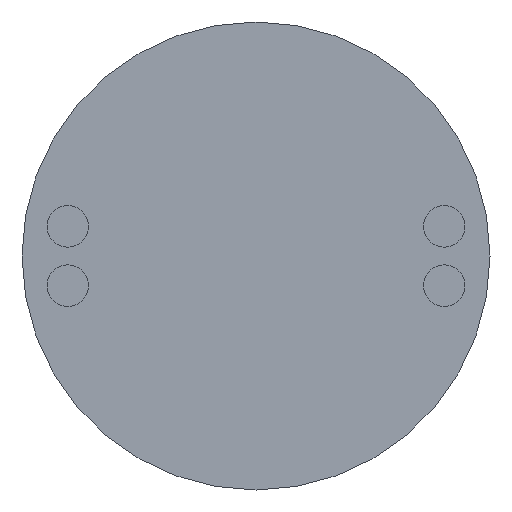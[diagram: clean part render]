
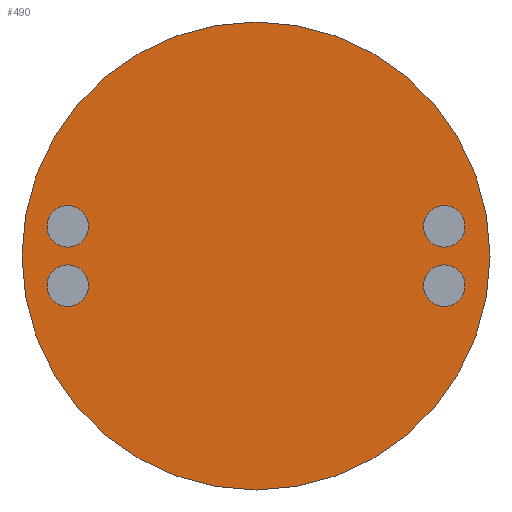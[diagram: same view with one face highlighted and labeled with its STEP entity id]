
A CAD part, front view. The second image highlights one B-rep face of the part: STEP entity #490.
In plain terms, the highlighted planar face has unit normal (0, -1, 0).
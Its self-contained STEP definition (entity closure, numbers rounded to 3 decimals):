
#1=CARTESIAN_POINT('',(3.177,-16.35,0.5));
#2=DIRECTION('',(0.,-1.,0.));
#3=DIRECTION('',(0.,0.,-1.));
#4=AXIS2_PLACEMENT_3D('',#1,#2,#3);
#6=CARTESIAN_POINT('',(3.177,-16.35,0.5));
#7=DIRECTION('',(0.,-1.,0.));
#8=DIRECTION('',(0.,0.,1.));
#9=AXIS2_PLACEMENT_3D('',#6,#7,#8);
#11=CARTESIAN_POINT('',(3.177,-16.35,-0.5));
#12=DIRECTION('',(0.,-1.,0.));
#13=DIRECTION('',(0.,0.,-1.));
#14=AXIS2_PLACEMENT_3D('',#11,#12,#13);
#16=CARTESIAN_POINT('',(3.177,-16.35,-0.5));
#17=DIRECTION('',(0.,-1.,0.));
#18=DIRECTION('',(0.,0.,1.));
#19=AXIS2_PLACEMENT_3D('',#16,#17,#18);
#21=CARTESIAN_POINT('',(-3.177,-16.35,0.5));
#22=DIRECTION('',(0.,-1.,0.));
#23=DIRECTION('',(0.,0.,-1.));
#24=AXIS2_PLACEMENT_3D('',#21,#22,#23);
#26=CARTESIAN_POINT('',(-3.177,-16.35,0.5));
#27=DIRECTION('',(0.,-1.,0.));
#28=DIRECTION('',(0.,0.,1.));
#29=AXIS2_PLACEMENT_3D('',#26,#27,#28);
#31=CARTESIAN_POINT('',(-3.177,-16.35,-0.5));
#32=DIRECTION('',(0.,-1.,0.));
#33=DIRECTION('',(0.,0.,-1.));
#34=AXIS2_PLACEMENT_3D('',#31,#32,#33);
#36=CARTESIAN_POINT('',(-3.177,-16.35,-0.5));
#37=DIRECTION('',(0.,-1.,0.));
#38=DIRECTION('',(0.,0.,1.));
#39=AXIS2_PLACEMENT_3D('',#36,#37,#38);
#45=CARTESIAN_POINT('',(0.,-16.35,0.));
#46=DIRECTION('',(0.,-1.,0.));
#47=DIRECTION('',(1.,0.,0.));
#48=AXIS2_PLACEMENT_3D('',#45,#46,#47);
#54=CARTESIAN_POINT('',(0.,-16.35,0.));
#55=DIRECTION('',(0.,1.,0.));
#56=DIRECTION('',(1.,0.,0.));
#57=AXIS2_PLACEMENT_3D('',#54,#55,#56);
#355=CARTESIAN_POINT('',(3.95,-16.35,0.));
#357=VERTEX_POINT('',#355);
#367=CARTESIAN_POINT('',(-3.95,-16.35,0.));
#369=VERTEX_POINT('',#367);
#439=CARTESIAN_POINT('',(3.177,-16.35,0.15));
#440=CARTESIAN_POINT('',(3.177,-16.35,0.85));
#441=VERTEX_POINT('',#439);
#442=VERTEX_POINT('',#440);
#443=CARTESIAN_POINT('',(3.177,-16.35,-0.85));
#444=CARTESIAN_POINT('',(3.177,-16.35,-0.15));
#445=VERTEX_POINT('',#443);
#446=VERTEX_POINT('',#444);
#447=CARTESIAN_POINT('',(-3.177,-16.35,0.15));
#448=CARTESIAN_POINT('',(-3.177,-16.35,0.85));
#449=VERTEX_POINT('',#447);
#450=VERTEX_POINT('',#448);
#451=CARTESIAN_POINT('',(-3.177,-16.35,-0.85));
#452=CARTESIAN_POINT('',(-3.177,-16.35,-0.15));
#453=VERTEX_POINT('',#451);
#454=VERTEX_POINT('',#452);
#455=CARTESIAN_POINT('',(0.,-16.35,0.));
#456=DIRECTION('',(0.,1.,0.));
#457=DIRECTION('',(1.,0.,0.));
#458=AXIS2_PLACEMENT_3D('',#455,#456,#457);
#459=PLANE('',#458);
#461=ORIENTED_EDGE('',*,*,#460,.F.);
#463=ORIENTED_EDGE('',*,*,#462,.T.);
#464=EDGE_LOOP('',(#461,#463));
#465=FACE_OUTER_BOUND('',#464,.F.);
#467=ORIENTED_EDGE('',*,*,#466,.T.);
#469=ORIENTED_EDGE('',*,*,#468,.T.);
#470=EDGE_LOOP('',(#467,#469));
#471=FACE_BOUND('',#470,.F.);
#473=ORIENTED_EDGE('',*,*,#472,.T.);
#475=ORIENTED_EDGE('',*,*,#474,.T.);
#476=EDGE_LOOP('',(#473,#475));
#477=FACE_BOUND('',#476,.F.);
#479=ORIENTED_EDGE('',*,*,#478,.T.);
#481=ORIENTED_EDGE('',*,*,#480,.T.);
#482=EDGE_LOOP('',(#479,#481));
#483=FACE_BOUND('',#482,.F.);
#485=ORIENTED_EDGE('',*,*,#484,.T.);
#487=ORIENTED_EDGE('',*,*,#486,.T.);
#488=EDGE_LOOP('',(#485,#487));
#489=FACE_BOUND('',#488,.F.);
#5=CIRCLE('',#4,0.35);
#10=CIRCLE('',#9,0.35);
#15=CIRCLE('',#14,0.35);
#20=CIRCLE('',#19,0.35);
#25=CIRCLE('',#24,0.35);
#30=CIRCLE('',#29,0.35);
#35=CIRCLE('',#34,0.35);
#40=CIRCLE('',#39,0.35);
#49=CIRCLE('',#48,3.95);
#58=CIRCLE('',#57,3.95);
#460=EDGE_CURVE('',#357,#369,#49,.T.);
#462=EDGE_CURVE('',#357,#369,#58,.T.);
#466=EDGE_CURVE('',#441,#442,#5,.T.);
#468=EDGE_CURVE('',#442,#441,#10,.T.);
#472=EDGE_CURVE('',#445,#446,#15,.T.);
#474=EDGE_CURVE('',#446,#445,#20,.T.);
#478=EDGE_CURVE('',#449,#450,#25,.T.);
#480=EDGE_CURVE('',#450,#449,#30,.T.);
#484=EDGE_CURVE('',#453,#454,#35,.T.);
#486=EDGE_CURVE('',#454,#453,#40,.T.);
#490=ADVANCED_FACE('',(#465,#471,#477,#483,#489),#459,.F.);
